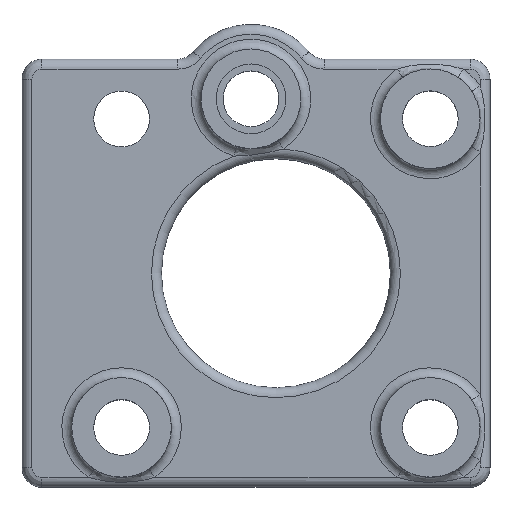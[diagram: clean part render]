
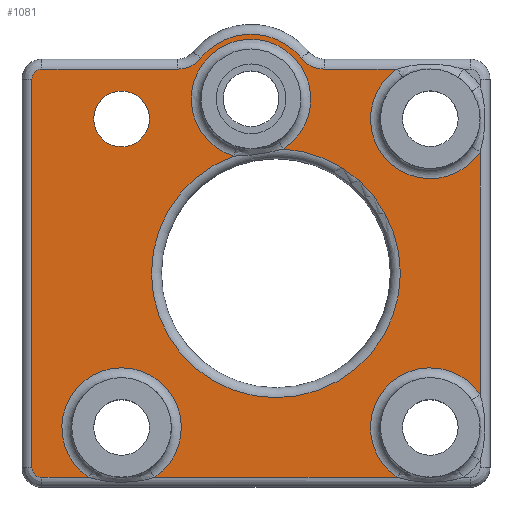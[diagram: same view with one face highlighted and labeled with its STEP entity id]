
A CAD part, top view. The second image highlights one B-rep face of the part: STEP entity #1081.
In plain terms, the highlighted planar face has unit normal (0, 0, 1).
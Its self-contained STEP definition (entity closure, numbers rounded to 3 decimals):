
#75=FACE_BOUND('',#277,.T.);
#76=FACE_BOUND('',#278,.T.);
#89=LINE('',#1826,#137);
#90=LINE('',#1830,#138);
#91=LINE('',#1834,#139);
#92=LINE('',#1842,#140);
#93=LINE('',#1846,#141);
#94=LINE('',#1849,#142);
#137=VECTOR('',#1401,10.);
#138=VECTOR('',#1404,10.);
#139=VECTOR('',#1407,10.);
#140=VECTOR('',#1414,10.);
#141=VECTOR('',#1417,10.);
#142=VECTOR('',#1420,10.);
#179=PLANE('',#1192);
#199=FACE_OUTER_BOUND('',#276,.T.);
#276=EDGE_LOOP('',(#771,#772,#773,#774,#775,#776,#777,#778,#779,#780,#781,
#782,#783,#784));
#277=EDGE_LOOP('',(#785,#786,#787));
#278=EDGE_LOOP('',(#788));
#370=CIRCLE('',#1188,6.);
#374=CIRCLE('',#1193,6.);
#375=CIRCLE('',#1194,6.);
#376=CIRCLE('',#1195,3.);
#377=CIRCLE('',#1196,6.5);
#378=CIRCLE('',#1197,3.);
#379=CIRCLE('',#1198,1.);
#380=CIRCLE('',#1199,1.);
#381=CIRCLE('',#1200,6.);
#382=CIRCLE('',#1201,12.5);
#383=CIRCLE('',#1202,12.5);
#384=CIRCLE('',#1203,2.8);
#481=VERTEX_POINT('',#1766);
#482=VERTEX_POINT('',#1768);
#485=VERTEX_POINT('',#1825);
#486=VERTEX_POINT('',#1827);
#487=VERTEX_POINT('',#1829);
#488=VERTEX_POINT('',#1831);
#489=VERTEX_POINT('',#1833);
#490=VERTEX_POINT('',#1835);
#491=VERTEX_POINT('',#1837);
#492=VERTEX_POINT('',#1839);
#493=VERTEX_POINT('',#1841);
#494=VERTEX_POINT('',#1843);
#495=VERTEX_POINT('',#1845);
#496=VERTEX_POINT('',#1847);
#497=VERTEX_POINT('',#1850);
#498=VERTEX_POINT('',#1851);
#499=VERTEX_POINT('',#1853);
#500=VERTEX_POINT('',#1856);
#585=EDGE_CURVE('',#481,#482,#370,.T.);
#591=EDGE_CURVE('',#485,#481,#89,.T.);
#592=EDGE_CURVE('',#486,#485,#374,.T.);
#593=EDGE_CURVE('',#487,#486,#90,.T.);
#594=EDGE_CURVE('',#488,#487,#375,.T.);
#595=EDGE_CURVE('',#489,#488,#91,.T.);
#596=EDGE_CURVE('',#490,#489,#376,.T.);
#597=EDGE_CURVE('',#491,#490,#377,.T.);
#598=EDGE_CURVE('',#492,#491,#378,.T.);
#599=EDGE_CURVE('',#493,#492,#92,.T.);
#600=EDGE_CURVE('',#494,#493,#379,.T.);
#601=EDGE_CURVE('',#495,#494,#93,.T.);
#602=EDGE_CURVE('',#496,#495,#380,.T.);
#603=EDGE_CURVE('',#482,#496,#94,.T.);
#604=EDGE_CURVE('',#497,#498,#381,.T.);
#605=EDGE_CURVE('',#499,#497,#382,.T.);
#606=EDGE_CURVE('',#498,#499,#383,.T.);
#607=EDGE_CURVE('',#500,#500,#384,.T.);
#771=ORIENTED_EDGE('',*,*,#585,.F.);
#772=ORIENTED_EDGE('',*,*,#591,.F.);
#773=ORIENTED_EDGE('',*,*,#592,.F.);
#774=ORIENTED_EDGE('',*,*,#593,.F.);
#775=ORIENTED_EDGE('',*,*,#594,.F.);
#776=ORIENTED_EDGE('',*,*,#595,.F.);
#777=ORIENTED_EDGE('',*,*,#596,.F.);
#778=ORIENTED_EDGE('',*,*,#597,.F.);
#779=ORIENTED_EDGE('',*,*,#598,.F.);
#780=ORIENTED_EDGE('',*,*,#599,.F.);
#781=ORIENTED_EDGE('',*,*,#600,.F.);
#782=ORIENTED_EDGE('',*,*,#601,.F.);
#783=ORIENTED_EDGE('',*,*,#602,.F.);
#784=ORIENTED_EDGE('',*,*,#603,.F.);
#785=ORIENTED_EDGE('',*,*,#604,.F.);
#786=ORIENTED_EDGE('',*,*,#605,.F.);
#787=ORIENTED_EDGE('',*,*,#606,.F.);
#788=ORIENTED_EDGE('',*,*,#607,.T.);
#1081=ADVANCED_FACE('',(#199,#75,#76),#179,.T.);
#1188=AXIS2_PLACEMENT_3D('',#1769,#1391,#1392);
#1192=AXIS2_PLACEMENT_3D('',#1824,#1399,#1400);
#1193=AXIS2_PLACEMENT_3D('',#1828,#1402,#1403);
#1194=AXIS2_PLACEMENT_3D('',#1832,#1405,#1406);
#1195=AXIS2_PLACEMENT_3D('',#1836,#1408,#1409);
#1196=AXIS2_PLACEMENT_3D('',#1838,#1410,#1411);
#1197=AXIS2_PLACEMENT_3D('',#1840,#1412,#1413);
#1198=AXIS2_PLACEMENT_3D('',#1844,#1415,#1416);
#1199=AXIS2_PLACEMENT_3D('',#1848,#1418,#1419);
#1200=AXIS2_PLACEMENT_3D('',#1852,#1421,#1422);
#1201=AXIS2_PLACEMENT_3D('',#1854,#1423,#1424);
#1202=AXIS2_PLACEMENT_3D('',#1855,#1425,#1426);
#1203=AXIS2_PLACEMENT_3D('',#1857,#1427,#1428);
#1391=DIRECTION('center_axis',(0.,0.,
1.));
#1392=DIRECTION('ref_axis',(0.,1.,0.));
#1399=DIRECTION('center_axis',(0.,0.,
1.));
#1400=DIRECTION('ref_axis',(1.,0.,0.));
#1401=DIRECTION('',(-1.,0.,0.));
#1402=DIRECTION('center_axis',(0.,0.,
1.));
#1403=DIRECTION('ref_axis',(-0.707,0.707,0.));
#1404=DIRECTION('',(0.,-1.,0.));
#1405=DIRECTION('center_axis',(0.,0.,
1.));
#1406=DIRECTION('ref_axis',(-0.707,-0.707,0.));
#1407=DIRECTION('',(1.,0.,0.));
#1408=DIRECTION('center_axis',(0.,0.,
1.));
#1409=DIRECTION('ref_axis',(-0.429,-0.903,0.));
#1410=DIRECTION('center_axis',(0.,0.,
-1.));
#1411=DIRECTION('ref_axis',(0.,1.,0.));
#1412=DIRECTION('center_axis',(0.,0.,
1.));
#1413=DIRECTION('ref_axis',(0.429,-0.903,0.));
#1414=DIRECTION('',(1.,0.,0.));
#1415=DIRECTION('center_axis',(0.,0.,
-1.));
#1416=DIRECTION('ref_axis',(-0.707,0.707,0.));
#1417=DIRECTION('',(0.,1.,0.));
#1418=DIRECTION('center_axis',(0.,0.,
-1.));
#1419=DIRECTION('ref_axis',(-0.707,-0.707,0.));
#1420=DIRECTION('',(-1.,0.,0.));
#1421=DIRECTION('center_axis',(0.,0.,
1.));
#1422=DIRECTION('ref_axis',(1.,0.,0.));
#1423=DIRECTION('center_axis',(0.,0.,
1.));
#1424=DIRECTION('ref_axis',(1.,0.,0.));
#1425=DIRECTION('center_axis',(0.,0.,
1.));
#1426=DIRECTION('ref_axis',(1.,0.,0.));
#1427=DIRECTION('center_axis',(0.,0.,
-1.));
#1428=DIRECTION('ref_axis',(1.,0.,0.));
#1766=CARTESIAN_POINT('',(9.317,1.,9.));
#1768=CARTESIAN_POINT('',(2.683,1.,9.));
#1769=CARTESIAN_POINT('Origin',(6.,6.,9.));
#1824=CARTESIAN_POINT('Origin',(19.5,23.25,9.));
#1825=CARTESIAN_POINT('',(33.683,1.,9.));
#1826=CARTESIAN_POINT('',(7.75,1.,9.));
#1827=CARTESIAN_POINT('',(42.,9.317,9.));
#1828=CARTESIAN_POINT('Origin',(37.,6.,9.));
#1829=CARTESIAN_POINT('',(42.,33.683,9.));
#1830=CARTESIAN_POINT('',(42.,11.625,9.));
#1831=CARTESIAN_POINT('',(33.683,42.,9.));
#1832=CARTESIAN_POINT('Origin',(37.,37.,9.));
#1833=CARTESIAN_POINT('',(26.365,42.,9.));
#1834=CARTESIAN_POINT('',(31.25,42.,9.));
#1835=CARTESIAN_POINT('',(24.04,43.105,9.));
#1836=CARTESIAN_POINT('Origin',(26.365,45.,9.));
#1837=CARTESIAN_POINT('',(13.96,43.105,9.));
#1838=CARTESIAN_POINT('Origin',(19.,39.,9.));
#1839=CARTESIAN_POINT('',(11.635,42.,9.));
#1840=CARTESIAN_POINT('Origin',(11.635,45.,9.));
#1841=CARTESIAN_POINT('',(-2.,42.,9.));
#1842=CARTESIAN_POINT('',(16.078,42.,9.));
#1843=CARTESIAN_POINT('',(-3.,41.,9.));
#1844=CARTESIAN_POINT('Origin',(-2.,41.,9.));
#1845=CARTESIAN_POINT('',(-3.,2.,9.));
#1846=CARTESIAN_POINT('',(-3.,33.125,9.));
#1847=CARTESIAN_POINT('',(-2.,1.,9.));
#1848=CARTESIAN_POINT('Origin',(-2.,2.,9.));
#1849=CARTESIAN_POINT('',(7.75,1.,9.));
#1850=CARTESIAN_POINT('',(22.28,33.976,9.));
#1851=CARTESIAN_POINT('',(17.258,33.258,9.));
#1852=CARTESIAN_POINT('Origin',(19.,39.,9.));
#1853=CARTESIAN_POINT('',(34.,21.5,9.));
#1854=CARTESIAN_POINT('Origin',(21.5,21.5,9.));
#1855=CARTESIAN_POINT('Origin',(21.5,21.5,9.));
#1856=CARTESIAN_POINT('',(3.2,37.,9.));
#1857=CARTESIAN_POINT('Origin',(6.,37.,9.));
